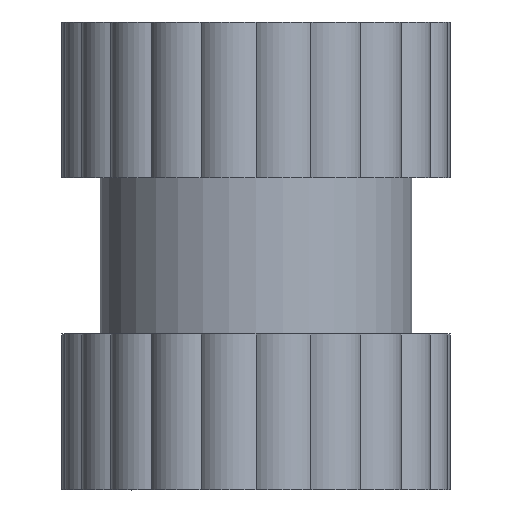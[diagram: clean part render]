
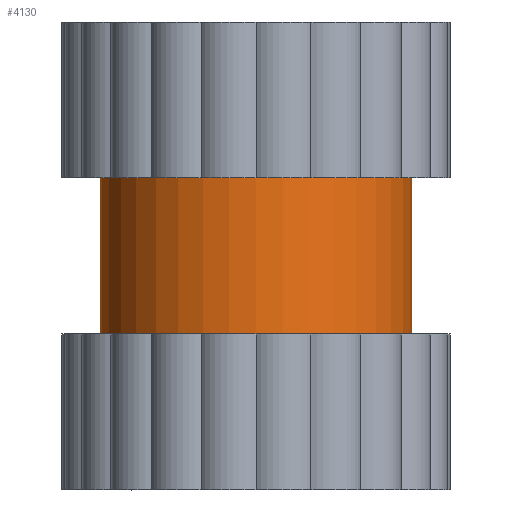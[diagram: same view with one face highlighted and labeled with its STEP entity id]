
A CAD part, front view. The second image highlights one B-rep face of the part: STEP entity #4130.
In plain terms, the highlighted cylindrical face has radius 1 mm (diameter 2 mm), a full revolution.
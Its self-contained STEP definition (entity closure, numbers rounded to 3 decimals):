
#3400 = EDGE_CURVE('',#3401,#3401,#3403,.T.);
#3401 = VERTEX_POINT('',#3402);
#3402 = CARTESIAN_POINT('',(-1.,0.,-0.5));
#3403 = CIRCLE('',#3404,1.);
#3404 = AXIS2_PLACEMENT_3D('',#3405,#3406,#3407);
#3405 = CARTESIAN_POINT('',(0.,0.,-0.5));
#3406 = DIRECTION('',(-0.,0.,-1.));
#3407 = DIRECTION('',(-1.,0.,0.));
#4130 = ADVANCED_FACE('',(#4131),#4150,.T.);
#4131 = FACE_BOUND('',#4132,.T.);
#4132 = EDGE_LOOP('',(#4133,#4142,#4148,#4149));
#4133 = ORIENTED_EDGE('',*,*,#4134,.T.);
#4134 = EDGE_CURVE('',#4135,#4135,#4137,.T.);
#4135 = VERTEX_POINT('',#4136);
#4136 = CARTESIAN_POINT('',(-1.,0.,0.5));
#4137 = CIRCLE('',#4138,1.);
#4138 = AXIS2_PLACEMENT_3D('',#4139,#4140,#4141);
#4139 = CARTESIAN_POINT('',(0.,0.,0.5));
#4140 = DIRECTION('',(-0.,0.,-1.));
#4141 = DIRECTION('',(-1.,0.,0.));
#4142 = ORIENTED_EDGE('',*,*,#4143,.T.);
#4143 = EDGE_CURVE('',#4135,#3401,#4144,.T.);
#4144 = LINE('',#4145,#4146);
#4145 = CARTESIAN_POINT('',(-1.,0.,0.5));
#4146 = VECTOR('',#4147,1.);
#4147 = DIRECTION('',(0.,0.,-1.));
#4148 = ORIENTED_EDGE('',*,*,#3400,.F.);
#4149 = ORIENTED_EDGE('',*,*,#4143,.F.);
#4150 = CYLINDRICAL_SURFACE('',#4151,1.);
#4151 = AXIS2_PLACEMENT_3D('',#4152,#4153,#4154);
#4152 = CARTESIAN_POINT('',(0.,0.,0.5));
#4153 = DIRECTION('',(-0.,0.,-1.));
#4154 = DIRECTION('',(-1.,0.,0.));
